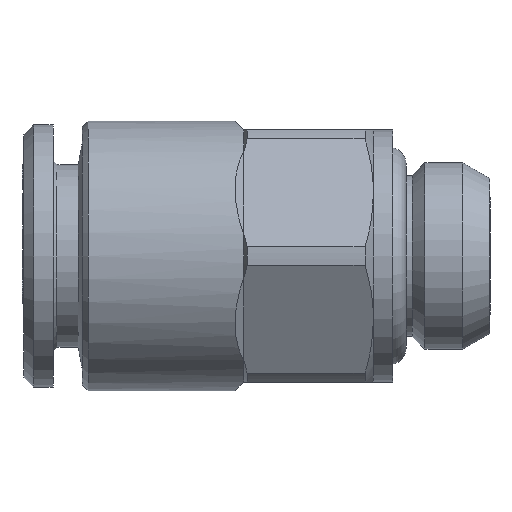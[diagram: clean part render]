
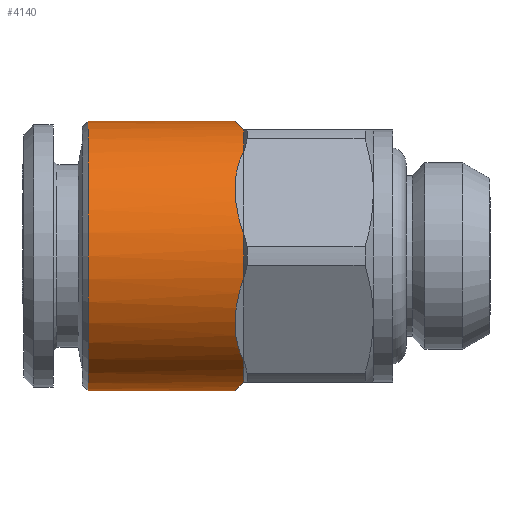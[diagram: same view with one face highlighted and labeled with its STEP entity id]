
A CAD part, left-side view. The second image highlights one B-rep face of the part: STEP entity #4140.
In plain terms, the highlighted cylindrical face has radius 6.95 mm (diameter 13.9 mm), a full revolution.
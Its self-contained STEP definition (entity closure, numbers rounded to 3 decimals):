
#25=ELLIPSE('',#4336,9.829,6.95);
#26=ELLIPSE('',#4338,9.829,6.95);
#27=ELLIPSE('',#4339,9.829,6.95);
#28=ELLIPSE('',#4341,9.829,6.95);
#29=ELLIPSE('',#4343,9.829,6.95);
#30=ELLIPSE('',#4345,9.829,6.95);
#124=CYLINDRICAL_SURFACE('',#4334,6.95);
#138=CIRCLE('',#4315,6.95);
#148=CIRCLE('',#4335,6.95);
#149=CIRCLE('',#4337,6.95);
#150=CIRCLE('',#4340,6.95);
#151=CIRCLE('',#4342,6.95);
#152=CIRCLE('',#4344,6.95);
#153=CIRCLE('',#4346,6.95);
#227=LINE('',#5414,#470);
#228=LINE('',#5419,#471);
#229=LINE('',#5423,#472);
#230=LINE('',#5427,#473);
#231=LINE('',#5428,#474);
#232=LINE('',#5432,#475);
#233=LINE('',#5436,#476);
#234=LINE('',#5440,#477);
#235=LINE('',#5444,#478);
#236=LINE('',#5448,#479);
#237=LINE('',#5452,#480);
#238=LINE('',#5456,#481);
#470=VECTOR('',#4567,1000.);
#471=VECTOR('',#4570,1000.);
#472=VECTOR('',#4573,1000.);
#473=VECTOR('',#4576,1000.);
#474=VECTOR('',#4577,1000.);
#475=VECTOR('',#4580,1000.);
#476=VECTOR('',#4583,1000.);
#477=VECTOR('',#4586,1000.);
#478=VECTOR('',#4589,1000.);
#479=VECTOR('',#4592,1000.);
#480=VECTOR('',#4595,1000.);
#481=VECTOR('',#4598,1000.);
#741=ORIENTED_EDGE('',*,*,#1601,.T.);
#742=ORIENTED_EDGE('',*,*,#1602,.T.);
#743=ORIENTED_EDGE('',*,*,#1603,.F.);
#744=ORIENTED_EDGE('',*,*,#1604,.T.);
#745=ORIENTED_EDGE('',*,*,#1605,.F.);
#746=ORIENTED_EDGE('',*,*,#1606,.T.);
#747=ORIENTED_EDGE('',*,*,#1607,.F.);
#748=ORIENTED_EDGE('',*,*,#1608,.T.);
#749=ORIENTED_EDGE('',*,*,#1562,.F.);
#750=ORIENTED_EDGE('',*,*,#1609,.T.);
#751=ORIENTED_EDGE('',*,*,#1610,.F.);
#752=ORIENTED_EDGE('',*,*,#1611,.T.);
#753=ORIENTED_EDGE('',*,*,#1612,.F.);
#754=ORIENTED_EDGE('',*,*,#1613,.T.);
#755=ORIENTED_EDGE('',*,*,#1614,.F.);
#756=ORIENTED_EDGE('',*,*,#1615,.T.);
#757=ORIENTED_EDGE('',*,*,#1616,.F.);
#758=ORIENTED_EDGE('',*,*,#1617,.T.);
#759=ORIENTED_EDGE('',*,*,#1618,.F.);
#760=ORIENTED_EDGE('',*,*,#1619,.T.);
#761=ORIENTED_EDGE('',*,*,#1620,.F.);
#762=ORIENTED_EDGE('',*,*,#1621,.T.);
#763=ORIENTED_EDGE('',*,*,#1622,.F.);
#764=ORIENTED_EDGE('',*,*,#1623,.T.);
#765=ORIENTED_EDGE('',*,*,#1624,.F.);
#1562=EDGE_CURVE('',#1993,#1994,#138,.T.);
#1601=EDGE_CURVE('',#2030,#2030,#148,.T.);
#1602=EDGE_CURVE('',#2031,#2032,#227,.T.);
#1603=EDGE_CURVE('',#2033,#2032,#25,.T.);
#1604=EDGE_CURVE('',#2033,#2034,#228,.T.);
#1605=EDGE_CURVE('',#2035,#2034,#149,.T.);
#1606=EDGE_CURVE('',#2035,#2036,#229,.T.);
#1607=EDGE_CURVE('',#2037,#2036,#26,.T.);
#1608=EDGE_CURVE('',#2037,#1994,#230,.T.);
#1609=EDGE_CURVE('',#1993,#2038,#231,.T.);
#1610=EDGE_CURVE('',#2039,#2038,#27,.T.);
#1611=EDGE_CURVE('',#2039,#2040,#232,.T.);
#1612=EDGE_CURVE('',#2041,#2040,#150,.T.);
#1613=EDGE_CURVE('',#2041,#2042,#233,.T.);
#1614=EDGE_CURVE('',#2043,#2042,#28,.T.);
#1615=EDGE_CURVE('',#2043,#2044,#234,.T.);
#1616=EDGE_CURVE('',#2045,#2044,#151,.T.);
#1617=EDGE_CURVE('',#2045,#2046,#235,.T.);
#1618=EDGE_CURVE('',#2047,#2046,#29,.T.);
#1619=EDGE_CURVE('',#2047,#2048,#236,.T.);
#1620=EDGE_CURVE('',#2049,#2048,#152,.T.);
#1621=EDGE_CURVE('',#2049,#2050,#237,.T.);
#1622=EDGE_CURVE('',#2051,#2050,#30,.T.);
#1623=EDGE_CURVE('',#2051,#2052,#238,.T.);
#1624=EDGE_CURVE('',#2031,#2052,#153,.T.);
#1993=VERTEX_POINT('',#5205);
#1994=VERTEX_POINT('',#5206);
#2030=VERTEX_POINT('',#5413);
#2031=VERTEX_POINT('',#5415);
#2032=VERTEX_POINT('',#5416);
#2033=VERTEX_POINT('',#5418);
#2034=VERTEX_POINT('',#5420);
#2035=VERTEX_POINT('',#5422);
#2036=VERTEX_POINT('',#5424);
#2037=VERTEX_POINT('',#5426);
#2038=VERTEX_POINT('',#5429);
#2039=VERTEX_POINT('',#5431);
#2040=VERTEX_POINT('',#5433);
#2041=VERTEX_POINT('',#5435);
#2042=VERTEX_POINT('',#5437);
#2043=VERTEX_POINT('',#5439);
#2044=VERTEX_POINT('',#5441);
#2045=VERTEX_POINT('',#5443);
#2046=VERTEX_POINT('',#5445);
#2047=VERTEX_POINT('',#5447);
#2048=VERTEX_POINT('',#5449);
#2049=VERTEX_POINT('',#5451);
#2050=VERTEX_POINT('',#5453);
#2051=VERTEX_POINT('',#5455);
#2052=VERTEX_POINT('',#5457);
#2421=EDGE_LOOP('',(#741));
#2422=EDGE_LOOP('',(#742,#743,#744,#745,#746,#747,#748,#749,#750,#751,#752,
#753,#754,#755,#756,#757,#758,#759,#760,#761,#762,#763,#764,#765));
#2634=FACE_BOUND('',#2421,.T.);
#2635=FACE_BOUND('',#2422,.T.);
#4140=ADVANCED_FACE('',(#2634,#2635),#124,.T.);
#4315=AXIS2_PLACEMENT_3D('',#5204,#4506,#4507);
#4334=AXIS2_PLACEMENT_3D('',#5411,#4563,#4564);
#4335=AXIS2_PLACEMENT_3D('',#5412,#4565,#4566);
#4336=AXIS2_PLACEMENT_3D('',#5417,#4568,#4569);
#4337=AXIS2_PLACEMENT_3D('',#5421,#4571,#4572);
#4338=AXIS2_PLACEMENT_3D('',#5425,#4574,#4575);
#4339=AXIS2_PLACEMENT_3D('',#5430,#4578,#4579);
#4340=AXIS2_PLACEMENT_3D('',#5434,#4581,#4582);
#4341=AXIS2_PLACEMENT_3D('',#5438,#4584,#4585);
#4342=AXIS2_PLACEMENT_3D('',#5442,#4587,#4588);
#4343=AXIS2_PLACEMENT_3D('',#5446,#4590,#4591);
#4344=AXIS2_PLACEMENT_3D('',#5450,#4593,#4594);
#4345=AXIS2_PLACEMENT_3D('',#5454,#4596,#4597);
#4346=AXIS2_PLACEMENT_3D('',#5458,#4599,#4600);
#4506=DIRECTION('',(0.,-1.,0.));
#4507=DIRECTION('',(0.,0.,-1.));
#4563=DIRECTION('',(0.,1.,0.));
#4564=DIRECTION('',(0.,0.,-1.));
#4565=DIRECTION('',(0.,-1.,0.));
#4566=DIRECTION('',(0.,0.,-1.));
#4567=DIRECTION('',(0.,1.,0.));
#4568=DIRECTION('',(0.,-0.707,-0.707));
#4569=DIRECTION('',(0.,0.707,-0.707));
#4570=DIRECTION('',(0.,-1.,0.));
#4571=DIRECTION('',(0.,-1.,0.));
#4572=DIRECTION('',(0.,0.,-1.));
#4573=DIRECTION('',(0.,1.,0.));
#4574=DIRECTION('',(-0.612,-0.707,-0.354));
#4575=DIRECTION('',(-0.612,0.707,-0.354));
#4576=DIRECTION('',(0.,-1.,0.));
#4577=DIRECTION('',(0.,1.,0.));
#4578=DIRECTION('',(-0.612,-0.707,0.354));
#4579=DIRECTION('',(-0.612,0.707,0.354));
#4580=DIRECTION('',(0.,-1.,0.));
#4581=DIRECTION('',(0.,-1.,0.));
#4582=DIRECTION('',(0.,0.,-1.));
#4583=DIRECTION('',(0.,1.,0.));
#4584=DIRECTION('',(0.,-0.707,0.707));
#4585=DIRECTION('',(0.,0.707,0.707));
#4586=DIRECTION('',(0.,-1.,0.));
#4587=DIRECTION('',(0.,-1.,0.));
#4588=DIRECTION('',(0.,0.,-1.));
#4589=DIRECTION('',(0.,1.,0.));
#4590=DIRECTION('',(0.612,-0.707,0.354));
#4591=DIRECTION('',(0.612,0.707,0.354));
#4592=DIRECTION('',(0.,-1.,0.));
#4593=DIRECTION('',(0.,-1.,0.));
#4594=DIRECTION('',(0.,0.,-1.));
#4595=DIRECTION('',(0.,1.,0.));
#4596=DIRECTION('',(0.612,-0.707,-0.354));
#4597=DIRECTION('',(0.612,0.707,-0.354));
#4598=DIRECTION('',(0.,-1.,0.));
#4599=DIRECTION('',(0.,-1.,0.));
#4600=DIRECTION('',(0.,0.,-1.));
#5204=CARTESIAN_POINT('',(0.,12.673,0.));
#5205=CARTESIAN_POINT('',(-6.859,12.673,1.119));
#5206=CARTESIAN_POINT('',(-6.859,12.673,-1.119));
#5411=CARTESIAN_POINT('',(0.,0.,0.));
#5412=CARTESIAN_POINT('',(0.,20.7,0.));
#5413=CARTESIAN_POINT('',(0.,20.7,-6.95));
#5414=CARTESIAN_POINT('',(2.46,0.,-6.5));
#5415=CARTESIAN_POINT('',(2.46,12.673,-6.5));
#5416=CARTESIAN_POINT('',(2.46,12.68,-6.5));
#5417=CARTESIAN_POINT('',(0.,6.18,0.));
#5418=CARTESIAN_POINT('',(-2.46,12.68,-6.5));
#5419=CARTESIAN_POINT('',(-2.46,0.,-6.5));
#5420=CARTESIAN_POINT('',(-2.46,12.673,-6.5));
#5421=CARTESIAN_POINT('',(0.,12.673,0.));
#5422=CARTESIAN_POINT('',(-4.399,12.673,-5.381));
#5423=CARTESIAN_POINT('',(-4.399,0.,-5.381));
#5424=CARTESIAN_POINT('',(-4.399,12.68,-5.381));
#5425=CARTESIAN_POINT('',(0.,6.18,0.));
#5426=CARTESIAN_POINT('',(-6.859,12.68,-1.119));
#5427=CARTESIAN_POINT('',(-6.859,0.,-1.119));
#5428=CARTESIAN_POINT('',(-6.859,0.,1.119));
#5429=CARTESIAN_POINT('',(-6.859,12.68,1.119));
#5430=CARTESIAN_POINT('',(0.,6.18,0.));
#5431=CARTESIAN_POINT('',(-4.399,12.68,5.381));
#5432=CARTESIAN_POINT('',(-4.399,0.,5.381));
#5433=CARTESIAN_POINT('',(-4.399,12.673,5.381));
#5434=CARTESIAN_POINT('',(0.,12.673,0.));
#5435=CARTESIAN_POINT('',(-2.46,12.673,6.5));
#5436=CARTESIAN_POINT('',(-2.46,0.,6.5));
#5437=CARTESIAN_POINT('',(-2.46,12.68,6.5));
#5438=CARTESIAN_POINT('',(0.,6.18,0.));
#5439=CARTESIAN_POINT('',(2.46,12.68,6.5));
#5440=CARTESIAN_POINT('',(2.46,0.,6.5));
#5441=CARTESIAN_POINT('',(2.46,12.673,6.5));
#5442=CARTESIAN_POINT('',(0.,12.673,0.));
#5443=CARTESIAN_POINT('',(4.399,12.673,5.381));
#5444=CARTESIAN_POINT('',(4.399,0.,5.381));
#5445=CARTESIAN_POINT('',(4.399,12.68,5.381));
#5446=CARTESIAN_POINT('',(0.,6.18,0.));
#5447=CARTESIAN_POINT('',(6.859,12.68,1.119));
#5448=CARTESIAN_POINT('',(6.859,0.,1.119));
#5449=CARTESIAN_POINT('',(6.859,12.673,1.119));
#5450=CARTESIAN_POINT('',(0.,12.673,0.));
#5451=CARTESIAN_POINT('',(6.859,12.673,-1.119));
#5452=CARTESIAN_POINT('',(6.859,0.,-1.119));
#5453=CARTESIAN_POINT('',(6.859,12.68,-1.119));
#5454=CARTESIAN_POINT('',(0.,6.18,0.));
#5455=CARTESIAN_POINT('',(4.399,12.68,-5.381));
#5456=CARTESIAN_POINT('',(4.399,0.,-5.381));
#5457=CARTESIAN_POINT('',(4.399,12.673,-5.381));
#5458=CARTESIAN_POINT('',(0.,12.673,0.));
